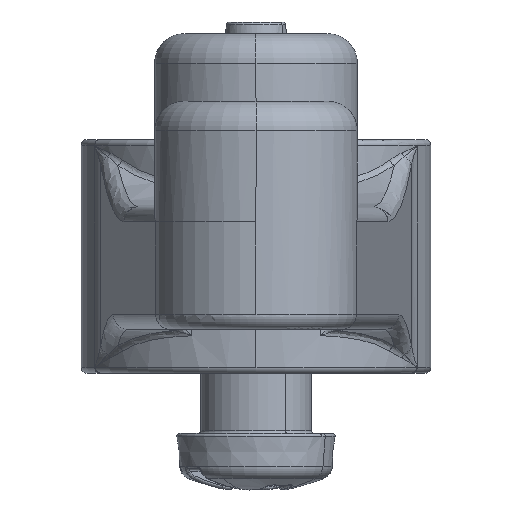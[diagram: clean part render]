
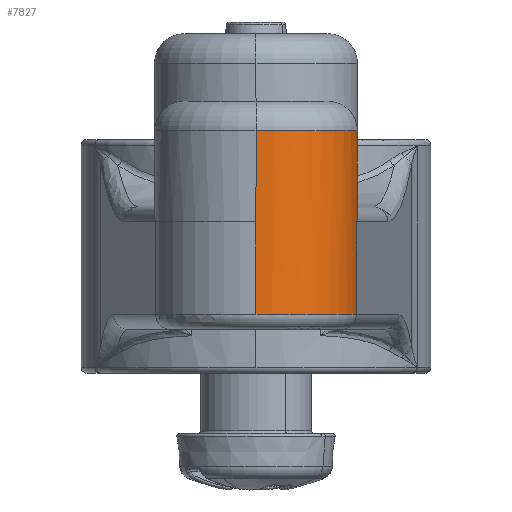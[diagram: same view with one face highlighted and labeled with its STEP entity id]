
A CAD part, left-side view. The second image highlights one B-rep face of the part: STEP entity #7827.
In plain terms, the highlighted cylindrical face has radius 3.45 mm (diameter 6.9 mm), a partial arc.
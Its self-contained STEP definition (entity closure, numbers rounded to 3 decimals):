
#671=B_SPLINE_CURVE_WITH_KNOTS('',3,(#14543,#14544,#14545,#14546,#14547,
#14548,#14549,#14550,#14551,#14552,#14553,#14554),.UNSPECIFIED.,.F.,.F.,
(4,1,1,1,1,1,1,1,1,4),(0.,0.125,0.188,0.25,0.313,0.375,0.5,0.625,0.75,
1.),.UNSPECIFIED.);
#1359=CIRCLE('',#8550,3.45);
#1360=CIRCLE('',#8551,3.45);
#1361=CIRCLE('',#8552,3.45);
#2468=ORIENTED_EDGE('',*,*,#4487,.F.);
#2469=ORIENTED_EDGE('',*,*,#4527,.T.);
#2470=ORIENTED_EDGE('',*,*,#4453,.T.);
#2471=ORIENTED_EDGE('',*,*,#4528,.T.);
#2472=ORIENTED_EDGE('',*,*,#4529,.T.);
#2473=ORIENTED_EDGE('',*,*,#4530,.F.);
#2474=ORIENTED_EDGE('',*,*,#4531,.F.);
#2475=ORIENTED_EDGE('',*,*,#4532,.T.);
#4453=EDGE_CURVE('',#5536,#5535,#6068,.T.);
#4487=EDGE_CURVE('',#5557,#5558,#6073,.T.);
#4527=EDGE_CURVE('',#5557,#5536,#1359,.T.);
#4528=EDGE_CURVE('',#5535,#5581,#671,.T.);
#4529=EDGE_CURVE('',#5581,#5582,#1360,.T.);
#4530=EDGE_CURVE('',#5583,#5582,#6086,.F.);
#4531=EDGE_CURVE('',#5584,#5583,#1361,.T.);
#4532=EDGE_CURVE('',#5584,#5558,#6087,.F.);
#5535=VERTEX_POINT('',#13673);
#5536=VERTEX_POINT('',#13675);
#5557=VERTEX_POINT('',#14015);
#5558=VERTEX_POINT('',#14016);
#5581=VERTEX_POINT('',#14555);
#5582=VERTEX_POINT('',#14557);
#5583=VERTEX_POINT('',#14559);
#5584=VERTEX_POINT('',#14561);
#6068=LINE('',#13674,#6268);
#6073=LINE('',#14014,#6273);
#6086=LINE('',#14558,#6286);
#6087=LINE('',#14562,#6287);
#6268=VECTOR('',#9673,1000.);
#6273=VECTOR('',#9720,1000.);
#6286=VECTOR('',#9781,1000.);
#6287=VECTOR('',#9784,1000.);
#6585=EDGE_LOOP('',(#2468,#2469,#2470,#2471,#2472,#2473,#2474,#2475));
#7142=FACE_BOUND('',#6585,.T.);
#7568=CYLINDRICAL_SURFACE('',#8549,3.45);
#7827=ADVANCED_FACE('',(#7142),#7568,.T.);
#8549=AXIS2_PLACEMENT_3D('',#14541,#9775,#9776);
#8550=AXIS2_PLACEMENT_3D('',#14542,#9777,#9778);
#8551=AXIS2_PLACEMENT_3D('',#14556,#9779,#9780);
#8552=AXIS2_PLACEMENT_3D('',#14560,#9782,#9783);
#9673=DIRECTION('',(0.,0.,1.));
#9720=DIRECTION('',(0.,0.,1.));
#9775=DIRECTION('',(0.,0.,1.));
#9776=DIRECTION('',(1.,0.,0.));
#9777=DIRECTION('',(0.,0.,1.));
#9778=DIRECTION('',(1.,0.,0.));
#9779=DIRECTION('',(0.,0.,1.));
#9780=DIRECTION('',(1.,0.,0.));
#9781=DIRECTION('',(0.,0.,1.));
#9782=DIRECTION('',(0.,0.,1.));
#9783=DIRECTION('',(1.,0.,0.));
#9784=DIRECTION('',(0.,0.,1.));
#13673=CARTESIAN_POINT('',(-17.2,-3.42,5.15));
#13674=CARTESIAN_POINT('',(-17.2,-3.42,3.575));
#13675=CARTESIAN_POINT('',(-17.2,-3.42,2.));
#14014=CARTESIAN_POINT('',(-20.2,0.,3.975));
#14015=CARTESIAN_POINT('',(-20.2,0.,2.));
#14016=CARTESIAN_POINT('',(-20.2,0.,5.15));
#14541=CARTESIAN_POINT('',(-16.75,0.,3.975));
#14542=CARTESIAN_POINT('',(-16.75,0.,2.));
#14543=CARTESIAN_POINT('',(-17.2,-3.42,5.15));
#14544=CARTESIAN_POINT('',(-17.084,-3.436,5.205));
#14545=CARTESIAN_POINT('',(-16.934,-3.447,5.274));
#14546=CARTESIAN_POINT('',(-16.767,-3.45,5.349));
#14547=CARTESIAN_POINT('',(-16.696,-3.45,5.381));
#14548=CARTESIAN_POINT('',(-16.532,-3.444,5.453));
#14549=CARTESIAN_POINT('',(-16.353,-3.428,5.527));
#14550=CARTESIAN_POINT('',(-16.175,-3.406,5.599));
#14551=CARTESIAN_POINT('',(-15.831,-3.331,5.72));
#14552=CARTESIAN_POINT('',(-15.471,-3.213,5.818));
#14553=CARTESIAN_POINT('',(-15.235,-3.103,5.85));
#14554=CARTESIAN_POINT('',(-15.1,-3.03,5.85));
#14555=CARTESIAN_POINT('',(-15.1,-3.03,5.85));
#14556=CARTESIAN_POINT('',(-16.75,0.,5.85));
#14557=CARTESIAN_POINT('',(-13.3,0.,5.85));
#14558=CARTESIAN_POINT('',(-13.3,0.,3.975));
#14559=CARTESIAN_POINT('',(-13.3,0.,8.25));
#14560=CARTESIAN_POINT('',(-16.75,0.,8.25));
#14561=CARTESIAN_POINT('',(-20.2,0.,8.25));
#14562=CARTESIAN_POINT('',(-20.2,0.,3.975));
